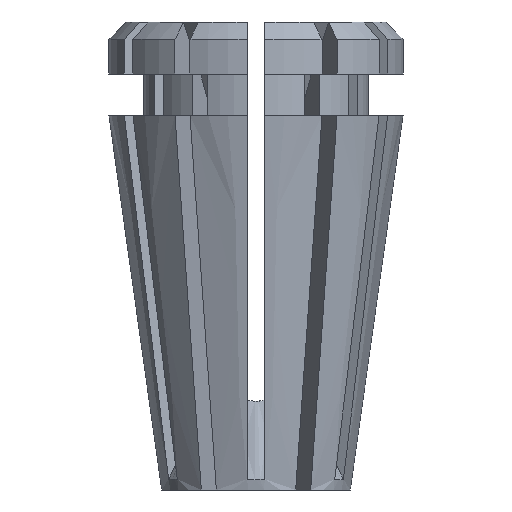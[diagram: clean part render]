
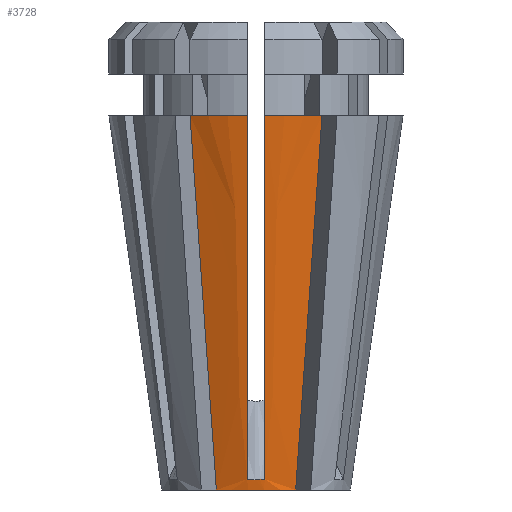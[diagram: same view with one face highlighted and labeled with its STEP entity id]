
A CAD part, front view. The second image highlights one B-rep face of the part: STEP entity #3728.
In plain terms, the highlighted conical face has half-angle 8 degrees and reference radius 2.732 mm.
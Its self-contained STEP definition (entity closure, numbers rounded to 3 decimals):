
#148 = CARTESIAN_POINT ( 'NONE',  ( 0., 0., 0. ) ) ;
#231 = ORIENTED_EDGE ( 'NONE', *, *, #2438, .T. ) ;
#242 = VERTEX_POINT ( 'NONE', #3116 ) ;
#295 = CARTESIAN_POINT ( 'NONE',  ( -1.144, -2.481, 0. ) ) ;
#308 = B_SPLINE_CURVE_WITH_KNOTS ( 'NONE', 3,
 ( #1265, #636, #621, #3708 ),
 .UNSPECIFIED., .F., .F.,
 ( 4, 4 ),
 ( 0., 0.001 ),
 .UNSPECIFIED. ) ;
#427 = EDGE_CURVE ( 'NONE', #865, #3169, #3250, .T. ) ;
#442 = CARTESIAN_POINT ( 'NONE',  ( -0.25, -4.243, 10.8 ) ) ;
#561 = CARTESIAN_POINT ( 'NONE',  ( 0., 0., 10.8 ) ) ;
#621 = CARTESIAN_POINT ( 'NONE',  ( 0.083, -2.778, 0.295 ) ) ;
#630 = B_SPLINE_CURVE_WITH_KNOTS ( 'NONE', 3,
 ( #2581, #2609, #642, #2775, #3697, #3110, #295 ),
 .UNSPECIFIED., .F., .F.,
 ( 4, 3, 4 ),
 ( 0., 0.007, 0.011 ),
 .UNSPECIFIED. ) ;
#636 = CARTESIAN_POINT ( 'NONE',  ( -0.083, -2.778, 0.295 ) ) ;
#642 = CARTESIAN_POINT ( 'NONE',  ( -1.558, -3.199, 5.874 ) ) ;
#651 = CONICAL_SURFACE ( 'NONE', #2894, 2.732, 0.14 ) ;
#672 = CARTESIAN_POINT ( 'NONE',  ( 1.224, -2.62, 1.137 ) ) ;
#748 = CARTESIAN_POINT ( 'NONE',  ( -0.25, -3.751, 7.305 ) ) ;
#780 = DIRECTION ( 'NONE',  ( -1., 0., 0. ) ) ;
#792 = ORIENTED_EDGE ( 'NONE', *, *, #914, .T. ) ;
#796 = B_SPLINE_CURVE_WITH_KNOTS ( 'NONE', 3,
 ( #1805, #2072, #3297, #2088 ),
 .UNSPECIFIED., .F., .F.,
 ( 4, 4 ),
 ( 0.015, 0.025 ),
 .UNSPECIFIED. ) ;
#808 = DIRECTION ( 'NONE',  ( 1., 0., 0. ) ) ;
#865 = VERTEX_POINT ( 'NONE', #3983 ) ;
#914 = EDGE_CURVE ( 'NONE', #3535, #1694, #796, .T. ) ;
#985 = CARTESIAN_POINT ( 'NONE',  ( 1.144, -2.481, 0. ) ) ;
#994 = ORIENTED_EDGE ( 'NONE', *, *, #427, .F. ) ;
#1022 = CARTESIAN_POINT ( 'NONE',  ( -1.144, -2.481, 0. ) ) ;
#1081 = CARTESIAN_POINT ( 'NONE',  ( -0.25, -2.765, 0.315 ) ) ;
#1137 = VERTEX_POINT ( 'NONE', #1022 ) ;
#1265 = CARTESIAN_POINT ( 'NONE',  ( -0.25, -2.765, 0.315 ) ) ;
#1280 = DIRECTION ( 'NONE',  ( 0., 0., -1. ) ) ;
#1292 = VERTEX_POINT ( 'NONE', #3596 ) ;
#1332 = CARTESIAN_POINT ( 'NONE',  ( 1.558, -3.199, 5.874 ) ) ;
#1402 = CARTESIAN_POINT ( 'NONE',  ( 0., 0., 0. ) ) ;
#1411 = EDGE_CURVE ( 'NONE', #865, #3535, #3094, .T. ) ;
#1463 = ORIENTED_EDGE ( 'NONE', *, *, #2904, .F. ) ;
#1524 = VERTEX_POINT ( 'NONE', #442 ) ;
#1694 = VERTEX_POINT ( 'NONE', #2938 ) ;
#1798 = B_SPLINE_CURVE_WITH_KNOTS ( 'NONE', 3,
 ( #3511, #748, #1976, #1081 ),
 .UNSPECIFIED., .F., .F.,
 ( 4, 4 ),
 ( 0.015, 0.025 ),
 .UNSPECIFIED. ) ;
#1805 = CARTESIAN_POINT ( 'NONE',  ( 0.25, -4.243, 10.8 ) ) ;
#1874 = ORIENTED_EDGE ( 'NONE', *, *, #2909, .T. ) ;
#1882 = AXIS2_PLACEMENT_3D ( 'NONE', #2225, #1280, #1933 ) ;
#1933 = DIRECTION ( 'NONE',  ( -1., 0., 0. ) ) ;
#1959 = CARTESIAN_POINT ( 'NONE',  ( 1.144, -2.481, 0. ) ) ;
#1976 = CARTESIAN_POINT ( 'NONE',  ( -0.25, -3.258, 3.81 ) ) ;
#1987 = CARTESIAN_POINT ( 'NONE',  ( 0.25, -4.243, 10.8 ) ) ;
#2021 = AXIS2_PLACEMENT_3D ( 'NONE', #1402, #2626, #780 ) ;
#2072 = CARTESIAN_POINT ( 'NONE',  ( 0.25, -3.751, 7.305 ) ) ;
#2088 = CARTESIAN_POINT ( 'NONE',  ( 0.25, -2.765, 0.315 ) ) ;
#2207 = EDGE_CURVE ( 'NONE', #3169, #1137, #2895, .T. ) ;
#2216 = CIRCLE ( 'NONE', #3799, 4.25 ) ;
#2225 = CARTESIAN_POINT ( 'NONE',  ( 0., 0., 10.8 ) ) ;
#2293 = ORIENTED_EDGE ( 'NONE', *, *, #2207, .F. ) ;
#2438 = EDGE_CURVE ( 'NONE', #242, #1137, #630, .T. ) ;
#2506 = CARTESIAN_POINT ( 'NONE',  ( 1.732, -3.499, 8.337 ) ) ;
#2531 = CARTESIAN_POINT ( 'NONE',  ( 1.905, -3.799, 10.8 ) ) ;
#2546 = CARTESIAN_POINT ( 'NONE',  ( 1.304, -2.759, 2.274 ) ) ;
#2581 = CARTESIAN_POINT ( 'NONE',  ( -1.905, -3.799, 10.8 ) ) ;
#2609 = CARTESIAN_POINT ( 'NONE',  ( -1.732, -3.499, 8.337 ) ) ;
#2610 = EDGE_CURVE ( 'NONE', #1524, #1292, #1798, .T. ) ;
#2626 = DIRECTION ( 'NONE',  ( 0., 0., -1. ) ) ;
#2735 = DIRECTION ( 'NONE',  ( 0., 0., -1. ) ) ;
#2771 = DIRECTION ( 'NONE',  ( -1., 0., 0. ) ) ;
#2775 = CARTESIAN_POINT ( 'NONE',  ( -1.384, -2.898, 3.411 ) ) ;
#2894 = AXIS2_PLACEMENT_3D ( 'NONE', #148, #3866, #808 ) ;
#2895 = CIRCLE ( 'NONE', #2021, 2.732 ) ;
#2904 = EDGE_CURVE ( 'NONE', #1292, #1694, #308, .T. ) ;
#2909 = EDGE_CURVE ( 'NONE', #1524, #242, #2216, .T. ) ;
#2938 = CARTESIAN_POINT ( 'NONE',  ( 0.25, -2.765, 0.315 ) ) ;
#3094 = CIRCLE ( 'NONE', #1882, 4.25 ) ;
#3110 = CARTESIAN_POINT ( 'NONE',  ( -1.224, -2.62, 1.137 ) ) ;
#3116 = CARTESIAN_POINT ( 'NONE',  ( -1.905, -3.799, 10.8 ) ) ;
#3169 = VERTEX_POINT ( 'NONE', #1959 ) ;
#3250 = B_SPLINE_CURVE_WITH_KNOTS ( 'NONE', 3,
 ( #2531, #2506, #1332, #3446, #2546, #672, #985 ),
 .UNSPECIFIED., .F., .F.,
 ( 4, 3, 4 ),
 ( 0., 0.007, 0.011 ),
 .UNSPECIFIED. ) ;
#3297 = CARTESIAN_POINT ( 'NONE',  ( 0.25, -3.258, 3.81 ) ) ;
#3446 = CARTESIAN_POINT ( 'NONE',  ( 1.384, -2.898, 3.411 ) ) ;
#3511 = CARTESIAN_POINT ( 'NONE',  ( -0.25, -4.243, 10.8 ) ) ;
#3535 = VERTEX_POINT ( 'NONE', #1987 ) ;
#3596 = CARTESIAN_POINT ( 'NONE',  ( -0.25, -2.765, 0.315 ) ) ;
#3697 = CARTESIAN_POINT ( 'NONE',  ( -1.304, -2.759, 2.274 ) ) ;
#3708 = CARTESIAN_POINT ( 'NONE',  ( 0.25, -2.765, 0.315 ) ) ;
#3728 = ADVANCED_FACE ( 'NONE', ( #3803 ), #651, .T. ) ;
#3799 = AXIS2_PLACEMENT_3D ( 'NONE', #561, #2735, #2771 ) ;
#3803 = FACE_OUTER_BOUND ( 'NONE', #3834, .T. ) ;
#3834 = EDGE_LOOP ( 'NONE', ( #1874, #231, #2293, #994, #4015, #792, #1463, #3845 ) ) ;
#3845 = ORIENTED_EDGE ( 'NONE', *, *, #2610, .F. ) ;
#3866 = DIRECTION ( 'NONE',  ( 0., 0., 1. ) ) ;
#3983 = CARTESIAN_POINT ( 'NONE',  ( 1.905, -3.799, 10.8 ) ) ;
#4015 = ORIENTED_EDGE ( 'NONE', *, *, #1411, .T. ) ;
